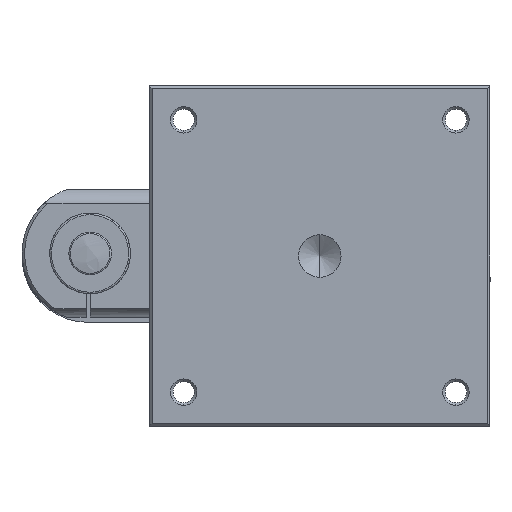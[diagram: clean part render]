
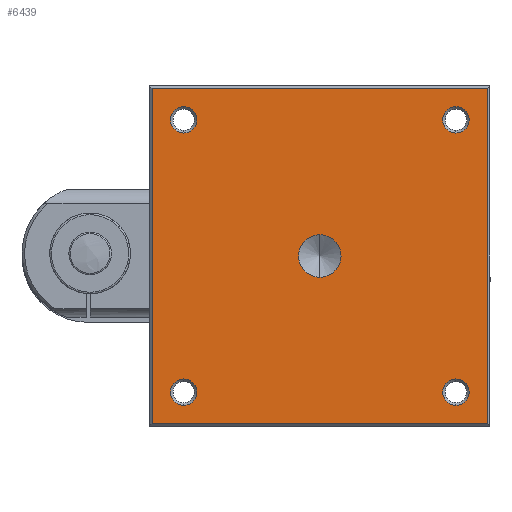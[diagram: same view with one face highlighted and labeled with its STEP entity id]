
A CAD part, front view. The second image highlights one B-rep face of the part: STEP entity #6439.
In plain terms, the highlighted planar face has unit normal (0, -1, 0).
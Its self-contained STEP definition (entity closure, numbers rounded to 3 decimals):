
#20 = CARTESIAN_POINT ( 'NONE',  ( 16., -45., -16. ) ) ;
#117 = EDGE_CURVE ( 'NONE', #4186, #8948, #2980, .T. ) ;
#194 = DIRECTION ( 'NONE',  ( 0., -1., 0. ) ) ;
#234 = ORIENTED_EDGE ( 'NONE', *, *, #117, .F. ) ;
#250 = CARTESIAN_POINT ( 'NONE',  ( -19.7, -45., -19.7 ) ) ;
#260 = VERTEX_POINT ( 'NONE', #2089 ) ;
#322 = CARTESIAN_POINT ( 'NONE',  ( 19.7, -45., -19.7 ) ) ;
#338 = CARTESIAN_POINT ( 'NONE',  ( 16., -45., 17.55 ) ) ;
#360 = ORIENTED_EDGE ( 'NONE', *, *, #6942, .F. ) ;
#610 = DIRECTION ( 'NONE',  ( 0., -1., 0. ) ) ;
#625 = DIRECTION ( 'NONE',  ( 0., 1., 0. ) ) ;
#724 = EDGE_LOOP ( 'NONE', ( #360, #8491 ) ) ;
#744 = AXIS2_PLACEMENT_3D ( 'NONE', #5848, #8301, #9972 ) ;
#831 = CARTESIAN_POINT ( 'NONE',  ( 20., -45., -20. ) ) ;
#982 = LINE ( 'NONE', #1092, #8944 ) ;
#1000 = EDGE_CURVE ( 'NONE', #5293, #6234, #9266, .T. ) ;
#1046 = DIRECTION ( 'NONE',  ( 0., 0., -1. ) ) ;
#1068 = AXIS2_PLACEMENT_3D ( 'NONE', #3326, #2468, #9000 ) ;
#1092 = CARTESIAN_POINT ( 'NONE',  ( 20., -45., 19.7 ) ) ;
#1131 = CARTESIAN_POINT ( 'NONE',  ( 16., -45., 16. ) ) ;
#1191 = EDGE_CURVE ( 'NONE', #2037, #5293, #2170, .T. ) ;
#1544 = EDGE_CURVE ( 'NONE', #4227, #7800, #4190, .T. ) ;
#1649 = CIRCLE ( 'NONE', #9176, 1.55 ) ;
#1689 = FACE_BOUND ( 'NONE', #2372, .T. ) ;
#1704 = VERTEX_POINT ( 'NONE', #8063 ) ;
#1816 = CIRCLE ( 'NONE', #2350, 1.55 ) ;
#1823 = ORIENTED_EDGE ( 'NONE', *, *, #4219, .F. ) ;
#1837 = VERTEX_POINT ( 'NONE', #2528 ) ;
#1871 = ORIENTED_EDGE ( 'NONE', *, *, #4661, .F. ) ;
#1895 = DIRECTION ( 'NONE',  ( 1., 0., 0. ) ) ;
#1926 = DIRECTION ( 'NONE',  ( 0., -1., 0. ) ) ;
#2015 = VERTEX_POINT ( 'NONE', #5482 ) ;
#2037 = VERTEX_POINT ( 'NONE', #7837 ) ;
#2053 = DIRECTION ( 'NONE',  ( 0., 0., -1. ) ) ;
#2089 = CARTESIAN_POINT ( 'NONE',  ( 0., -45., -2.5 ) ) ;
#2128 = CARTESIAN_POINT ( 'NONE',  ( 16., -45., 14.45 ) ) ;
#2170 = LINE ( 'NONE', #3896, #6743 ) ;
#2180 = AXIS2_PLACEMENT_3D ( 'NONE', #831, #625, #9847 ) ;
#2324 = EDGE_CURVE ( 'NONE', #8948, #4186, #6547, .T. ) ;
#2350 = AXIS2_PLACEMENT_3D ( 'NONE', #6394, #4611, #9605 ) ;
#2372 = EDGE_LOOP ( 'NONE', ( #7546, #1823 ) ) ;
#2387 = VERTEX_POINT ( 'NONE', #9476 ) ;
#2449 = CARTESIAN_POINT ( 'NONE',  ( -16., -45., -17.55 ) ) ;
#2468 = DIRECTION ( 'NONE',  ( 0., -1., 0. ) ) ;
#2528 = CARTESIAN_POINT ( 'NONE',  ( -19.7, -45., 19.7 ) ) ;
#2604 = AXIS2_PLACEMENT_3D ( 'NONE', #20, #8983, #4005 ) ;
#2728 = DIRECTION ( 'NONE',  ( 0., 0., -1. ) ) ;
#2876 = CARTESIAN_POINT ( 'NONE',  ( 16., -45., -14.45 ) ) ;
#2980 = CIRCLE ( 'NONE', #744, 1.55 ) ;
#3167 = FACE_BOUND ( 'NONE', #9171, .T. ) ;
#3326 = CARTESIAN_POINT ( 'NONE',  ( -16., -45., -16. ) ) ;
#3467 = CIRCLE ( 'NONE', #2604, 1.55 ) ;
#3896 = CARTESIAN_POINT ( 'NONE',  ( 19.7, -45., -20. ) ) ;
#4005 = DIRECTION ( 'NONE',  ( 0., 0., -1. ) ) ;
#4111 = CARTESIAN_POINT ( 'NONE',  ( -19.7, -45., -20. ) ) ;
#4146 = EDGE_LOOP ( 'NONE', ( #234, #5885 ) ) ;
#4186 = VERTEX_POINT ( 'NONE', #10223 ) ;
#4190 = CIRCLE ( 'NONE', #9323, 1.55 ) ;
#4219 = EDGE_CURVE ( 'NONE', #1704, #260, #4290, .T. ) ;
#4227 = VERTEX_POINT ( 'NONE', #2128 ) ;
#4233 = ORIENTED_EDGE ( 'NONE', *, *, #8619, .F. ) ;
#4251 = DIRECTION ( 'NONE',  ( 0., 0., -1. ) ) ;
#4290 = CIRCLE ( 'NONE', #8565, 2.5 ) ;
#4319 = DIRECTION ( 'NONE',  ( 0., -1., 0. ) ) ;
#4502 = EDGE_LOOP ( 'NONE', ( #9124, #1871 ) ) ;
#4540 = DIRECTION ( 'NONE',  ( 0., -1., 0. ) ) ;
#4611 = DIRECTION ( 'NONE',  ( 0., -1., 0. ) ) ;
#4661 = EDGE_CURVE ( 'NONE', #7800, #4227, #10109, .T. ) ;
#4734 = EDGE_CURVE ( 'NONE', #260, #1704, #5327, .T. ) ;
#4760 = FACE_BOUND ( 'NONE', #4146, .T. ) ;
#4783 = ORIENTED_EDGE ( 'NONE', *, *, #1191, .F. ) ;
#4870 = FACE_BOUND ( 'NONE', #4502, .T. ) ;
#4917 = FACE_BOUND ( 'NONE', #724, .T. ) ;
#5293 = VERTEX_POINT ( 'NONE', #322 ) ;
#5327 = CIRCLE ( 'NONE', #5842, 2.5 ) ;
#5482 = CARTESIAN_POINT ( 'NONE',  ( -16., -45., -14.45 ) ) ;
#5756 = EDGE_LOOP ( 'NONE', ( #8107, #10581, #8467, #4783 ) ) ;
#5842 = AXIS2_PLACEMENT_3D ( 'NONE', #6898, #194, #1046 ) ;
#5848 = CARTESIAN_POINT ( 'NONE',  ( -16., -45., 16. ) ) ;
#5884 = LINE ( 'NONE', #4111, #7030 ) ;
#5885 = ORIENTED_EDGE ( 'NONE', *, *, #2324, .F. ) ;
#6225 = CIRCLE ( 'NONE', #1068, 1.55 ) ;
#6234 = VERTEX_POINT ( 'NONE', #250 ) ;
#6365 = DIRECTION ( 'NONE',  ( 0., 0., -1. ) ) ;
#6394 = CARTESIAN_POINT ( 'NONE',  ( -16., -45., -16. ) ) ;
#6439 = ADVANCED_FACE ( 'NONE', ( #4760, #4870, #4917, #3167, #9036, #1689 ), #8991, .F. ) ;
#6547 = CIRCLE ( 'NONE', #7054, 1.55 ) ;
#6743 = VECTOR ( 'NONE', #6365, 1000. ) ;
#6798 = DIRECTION ( 'NONE',  ( -1., 0., 0. ) ) ;
#6898 = CARTESIAN_POINT ( 'NONE',  ( 0., -45., 0. ) ) ;
#6942 = EDGE_CURVE ( 'NONE', #2387, #9478, #1649, .T. ) ;
#7030 = VECTOR ( 'NONE', #7334, 1000. ) ;
#7054 = AXIS2_PLACEMENT_3D ( 'NONE', #8548, #4319, #7642 ) ;
#7118 = EDGE_CURVE ( 'NONE', #9719, #2015, #1816, .T. ) ;
#7169 = DIRECTION ( 'NONE',  ( 0., 0., -1. ) ) ;
#7334 = DIRECTION ( 'NONE',  ( 0., 0., 1. ) ) ;
#7546 = ORIENTED_EDGE ( 'NONE', *, *, #4734, .F. ) ;
#7564 = CARTESIAN_POINT ( 'NONE',  ( 16., -45., -16. ) ) ;
#7608 = CARTESIAN_POINT ( 'NONE',  ( 20., -45., -19.7 ) ) ;
#7621 = ORIENTED_EDGE ( 'NONE', *, *, #7118, .F. ) ;
#7642 = DIRECTION ( 'NONE',  ( 0., 0., -1. ) ) ;
#7747 = EDGE_CURVE ( 'NONE', #1837, #2037, #982, .T. ) ;
#7800 = VERTEX_POINT ( 'NONE', #338 ) ;
#7837 = CARTESIAN_POINT ( 'NONE',  ( 19.7, -45., 19.7 ) ) ;
#7886 = CARTESIAN_POINT ( 'NONE',  ( -16., -45., 17.55 ) ) ;
#7912 = CARTESIAN_POINT ( 'NONE',  ( 16., -45., 16. ) ) ;
#8063 = CARTESIAN_POINT ( 'NONE',  ( 0., -45., 2.5 ) ) ;
#8095 = EDGE_CURVE ( 'NONE', #9478, #2387, #3467, .T. ) ;
#8107 = ORIENTED_EDGE ( 'NONE', *, *, #7747, .F. ) ;
#8301 = DIRECTION ( 'NONE',  ( 0., -1., 0. ) ) ;
#8320 = DIRECTION ( 'NONE',  ( 0., -1., 0. ) ) ;
#8467 = ORIENTED_EDGE ( 'NONE', *, *, #1000, .F. ) ;
#8491 = ORIENTED_EDGE ( 'NONE', *, *, #8095, .F. ) ;
#8548 = CARTESIAN_POINT ( 'NONE',  ( -16., -45., 16. ) ) ;
#8565 = AXIS2_PLACEMENT_3D ( 'NONE', #9482, #4540, #7169 ) ;
#8619 = EDGE_CURVE ( 'NONE', #2015, #9719, #6225, .T. ) ;
#8811 = VECTOR ( 'NONE', #6798, 1000. ) ;
#8944 = VECTOR ( 'NONE', #1895, 1000. ) ;
#8948 = VERTEX_POINT ( 'NONE', #7886 ) ;
#8983 = DIRECTION ( 'NONE',  ( 0., -1., 0. ) ) ;
#8991 = PLANE ( 'NONE',  #2180 ) ;
#9000 = DIRECTION ( 'NONE',  ( 0., 0., -1. ) ) ;
#9036 = FACE_OUTER_BOUND ( 'NONE', #5756, .T. ) ;
#9124 = ORIENTED_EDGE ( 'NONE', *, *, #1544, .F. ) ;
#9171 = EDGE_LOOP ( 'NONE', ( #7621, #4233 ) ) ;
#9176 = AXIS2_PLACEMENT_3D ( 'NONE', #7564, #1926, #2728 ) ;
#9266 = LINE ( 'NONE', #7608, #8811 ) ;
#9323 = AXIS2_PLACEMENT_3D ( 'NONE', #1131, #8320, #4251 ) ;
#9465 = EDGE_CURVE ( 'NONE', #6234, #1837, #5884, .T. ) ;
#9476 = CARTESIAN_POINT ( 'NONE',  ( 16., -45., -17.55 ) ) ;
#9478 = VERTEX_POINT ( 'NONE', #2876 ) ;
#9482 = CARTESIAN_POINT ( 'NONE',  ( 0., -45., 0. ) ) ;
#9605 = DIRECTION ( 'NONE',  ( 0., 0., -1. ) ) ;
#9719 = VERTEX_POINT ( 'NONE', #2449 ) ;
#9847 = DIRECTION ( 'NONE',  ( 0., 0., 1. ) ) ;
#9972 = DIRECTION ( 'NONE',  ( 0., 0., -1. ) ) ;
#10109 = CIRCLE ( 'NONE', #10474, 1.55 ) ;
#10223 = CARTESIAN_POINT ( 'NONE',  ( -16., -45., 14.45 ) ) ;
#10474 = AXIS2_PLACEMENT_3D ( 'NONE', #7912, #610, #2053 ) ;
#10581 = ORIENTED_EDGE ( 'NONE', *, *, #9465, .F. ) ;
